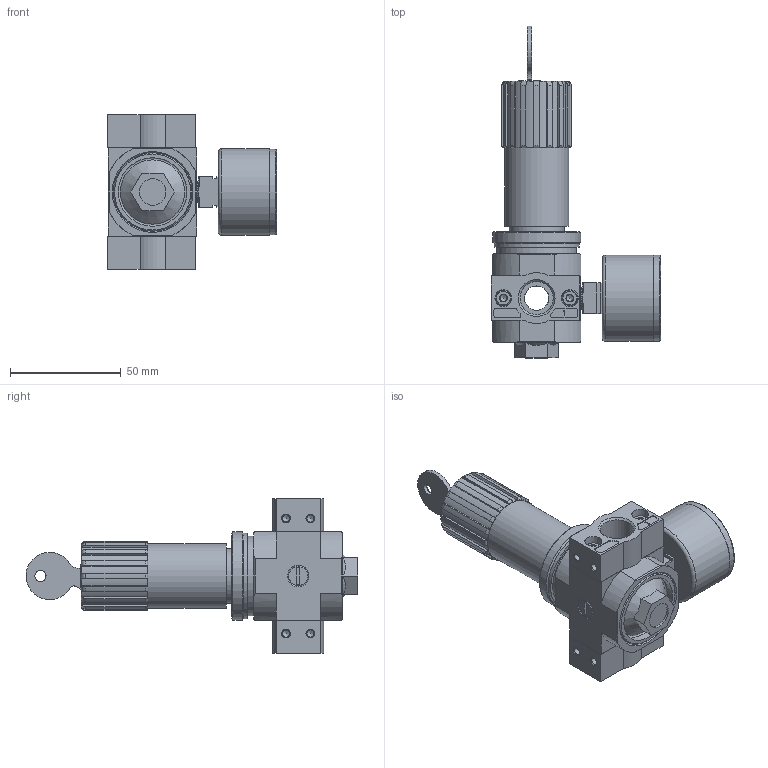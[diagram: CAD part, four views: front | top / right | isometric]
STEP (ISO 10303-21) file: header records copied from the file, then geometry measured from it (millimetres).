
FILE_DESCRIPTION(/* description */ ('STEP AP214'),/* implementation_level */ '2;1');
FILE_NAME(/* name */ '194623_LRS-3_8-D-7-I-MINI',/* time_stamp */ '2024-09-05T00:53:35+02:00',/* author */ ('License CC BY-ND 4.0'),/* organization */ ('CADENAS'),/* preprocessor_version */ 'ST-DEVELOPER v19.3',/* originating_system */ 'PARTsolutions',/* authorisation */ ' ');
FILE_SCHEMA (('AUTOMOTIVE_DESIGN {1 0 10303 214 3 1 1}'));
Length unit declared in the file: millimetre
Products named in the file (8): 194623 LRS-3/8-D-7-I-MINI; 646256 LRS-D-7-I-MINI; 8003636 PAGN-40-10-G18; 380295 PBL-3/8-D-MINI-R---(0) p1; DIN-912 - M4x16(F); 380293 PBL-3/8-D-MINI-L---(1) p1; 398011 LRVS-D-MINI; 373845 LR-MINI
Assembly tree (10 placements, depth 2):
  194623 LRS-3/8-D-7-I-MINI
    646256 LRS-D-7-I-MINI
    8003636 PAGN-40-10-G18
    380295 PBL-3/8-D-MINI-R---(0) p1
    DIN-912 - M4x16(F)  x4
    380293 PBL-3/8-D-MINI-L---(1) p1
    398011 LRVS-D-MINI
    373845 LR-MINI
Bounding box: 76.4 x 150 x 70 mm (x, y, z)
Volume: 165564.5 mm3; surface area: 42497 mm2
Topology: 10 solids, 10 shells, 468 faces, 1092 edges, 684 vertices
Faces by surface type: plane 230, cylinder 127, cone 87, torus 24
Full cylindrical faces by diameter (mm): 3.242 x8, 4 x4, 4.3 x1, 5.1 x1, 5.8 x1, 6.2 x1, 6.9 x1, 7 x4, 8.2 x1, 8.4 x1, 8.566 x2, 9.728 x2, 11 x2, 11.4 x1, 12 x1, 12.2 x2, 14.95 x2, 15.7 x1, 15.8 x1, 18.7 x1, 24.9 x1, 26 x1, 29 x1, 31 x1, 33.9 x1, 34.376 x1, 36 x1, 38.5 x1, 38.7 x1, 39 x1
Entity records: 12357 total; most frequent: CARTESIAN_POINT 2129, DIRECTION 1871, ORIENTED_EDGE 1642, EDGE_CURVE 821, AXIS2_PLACEMENT_3D 733, VERTEX_POINT 597, FACE_BOUND 552, EDGE_LOOP 543
